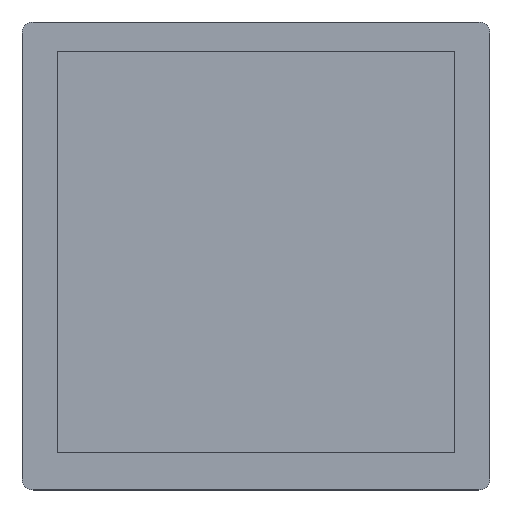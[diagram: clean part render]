
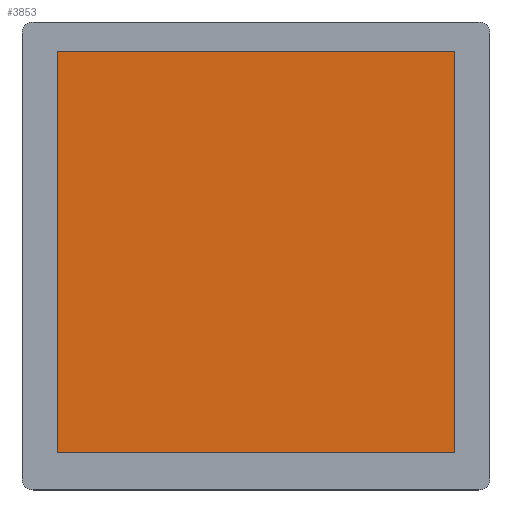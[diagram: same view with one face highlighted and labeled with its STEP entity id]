
A CAD part, top view. The second image highlights one B-rep face of the part: STEP entity #3853.
In plain terms, the highlighted planar face has unit normal (0, 0, 1).
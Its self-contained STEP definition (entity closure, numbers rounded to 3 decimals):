
#93 = EDGE_LOOP ( 'NONE', ( #8476, #2612, #5436, #10320 ) ) ;
#284 = CARTESIAN_POINT ( 'NONE',  ( 0., 0., -0.2 ) ) ;
#424 = DIRECTION ( 'NONE',  ( 0., 1., 0. ) ) ;
#1214 = VERTEX_POINT ( 'NONE', #7787 ) ;
#1299 = VECTOR ( 'NONE', #424, 1000. ) ;
#1338 = FACE_OUTER_BOUND ( 'NONE', #93, .T. ) ;
#2177 = VERTEX_POINT ( 'NONE', #9422 ) ;
#2211 = DIRECTION ( 'NONE',  ( 1., 0., 0. ) ) ;
#2214 = DIRECTION ( 'NONE',  ( 1., 0., 0. ) ) ;
#2482 = CARTESIAN_POINT ( 'NONE',  ( 6.309, 6.819, -0.2 ) ) ;
#2612 = ORIENTED_EDGE ( 'NONE', *, *, #8926, .T. ) ;
#3035 = DIRECTION ( 'NONE',  ( 0., 0., 1. ) ) ;
#3038 = CARTESIAN_POINT ( 'NONE',  ( 6.309, 6.819, -0.2 ) ) ;
#3380 = CARTESIAN_POINT ( 'NONE',  ( 6.309, 78.702, -0.2 ) ) ;
#3384 = VECTOR ( 'NONE', #2214, 1000. ) ;
#3658 = EDGE_CURVE ( 'NONE', #1214, #6207, #11372, .T. ) ;
#3753 = EDGE_CURVE ( 'NONE', #5235, #1214, #8116, .T. ) ;
#3853 = ADVANCED_FACE ( 'NONE', ( #1338 ), #11029, .T. ) ;
#3865 = VECTOR ( 'NONE', #7937, 1000. ) ;
#4856 = CARTESIAN_POINT ( 'NONE',  ( 77.689, 78.702, -0.2 ) ) ;
#5235 = VERTEX_POINT ( 'NONE', #9361 ) ;
#5270 = EDGE_CURVE ( 'NONE', #2177, #5235, #6784, .T. ) ;
#5436 = ORIENTED_EDGE ( 'NONE', *, *, #5270, .T. ) ;
#5721 = VECTOR ( 'NONE', #11315, 1000. ) ;
#6207 = VERTEX_POINT ( 'NONE', #2482 ) ;
#6784 = LINE ( 'NONE', #4856, #1299 ) ;
#7054 = CARTESIAN_POINT ( 'NONE',  ( 6.309, 78.702, -0.2 ) ) ;
#7787 = CARTESIAN_POINT ( 'NONE',  ( 6.309, 78.702, -0.2 ) ) ;
#7937 = DIRECTION ( 'NONE',  ( -1., 0., 0. ) ) ;
#8116 = LINE ( 'NONE', #7054, #3865 ) ;
#8476 = ORIENTED_EDGE ( 'NONE', *, *, #3658, .T. ) ;
#8926 = EDGE_CURVE ( 'NONE', #6207, #2177, #11032, .T. ) ;
#9361 = CARTESIAN_POINT ( 'NONE',  ( 77.689, 78.702, -0.2 ) ) ;
#9422 = CARTESIAN_POINT ( 'NONE',  ( 77.689, 6.819, -0.2 ) ) ;
#10208 = AXIS2_PLACEMENT_3D ( 'NONE', #284, #3035, #2211 ) ;
#10320 = ORIENTED_EDGE ( 'NONE', *, *, #3753, .T. ) ;
#11029 = PLANE ( 'NONE',  #10208 ) ;
#11032 = LINE ( 'NONE', #3038, #3384 ) ;
#11315 = DIRECTION ( 'NONE',  ( 0., -1., 0. ) ) ;
#11372 = LINE ( 'NONE', #3380, #5721 ) ;
